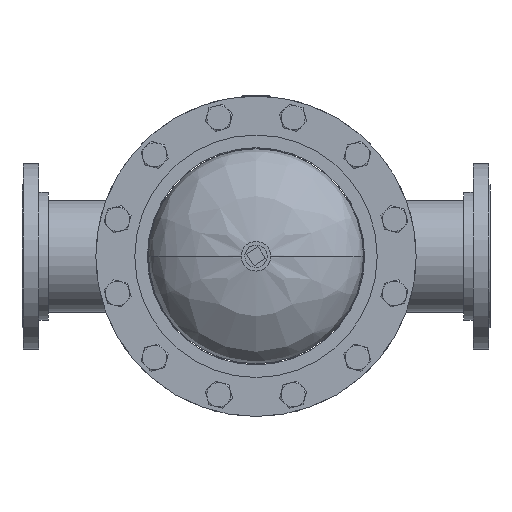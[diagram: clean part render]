
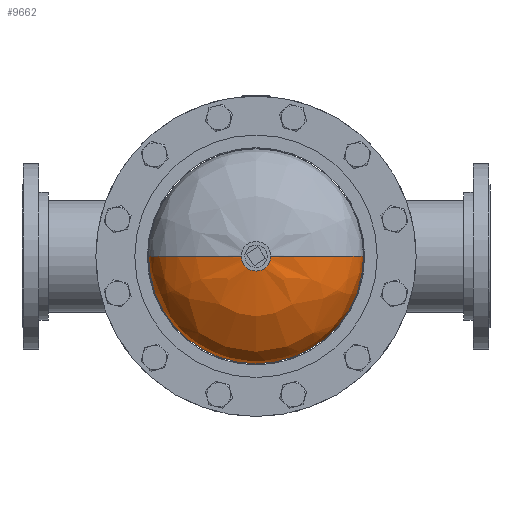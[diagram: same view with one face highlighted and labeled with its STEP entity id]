
A CAD part, front view. The second image highlights one B-rep face of the part: STEP entity #9662.
In plain terms, the highlighted free-form (B-spline) face has degree [3, 3] with [4, 4] control points.
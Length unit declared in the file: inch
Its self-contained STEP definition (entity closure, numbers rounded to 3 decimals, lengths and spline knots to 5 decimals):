
#53 = EDGE_CURVE ( 'NONE', #5723, #1131, #7551, .T. ) ;
#57 = CARTESIAN_POINT ( 'NONE',  ( 4.12057, 4.71009, 0. ) ) ;
#65 = CARTESIAN_POINT ( 'NONE',  ( 0., 1.6625, 6.375 ) ) ;
#971 = CARTESIAN_POINT ( 'NONE',  ( 4.12057, 4.71009, 0. ) ) ;
#1111 = CARTESIAN_POINT ( 'NONE',  ( 6.375, 3.40642, 12.75 ) ) ;
#1131 = VERTEX_POINT ( 'NONE', #9278 ) ;
#1385 = CIRCLE ( 'NONE', #4072, 6.375 ) ;
#1517 = AXIS2_PLACEMENT_3D ( 'NONE', #4366, #5336, #6377 ) ;
#1598 = EDGE_CURVE ( 'NONE', #12148, #13315, #7083, .T. ) ;
#1660 = CARTESIAN_POINT ( 'NONE',  ( 6.375, 1.6625, 0. ) ) ;
#2155 = DIRECTION ( 'NONE',  ( 0., 0., -1. ) ) ;
#2206 = CARTESIAN_POINT ( 'NONE',  ( 0.75, 4.91525, 0. ) ) ;
#2222 = CARTESIAN_POINT ( 'NONE',  ( 0., 4.91525, 0. ) ) ;
#2541 = CARTESIAN_POINT ( 'NONE',  ( 0., 1.6625, 0. ) ) ;
#2923 = CARTESIAN_POINT ( 'NONE',  ( -6.375, 3.40642, 0. ) ) ;
#3066 = CARTESIAN_POINT ( 'NONE',  ( -6.375, 1.6625, 12.75 ) ) ;
#3133 = CARTESIAN_POINT ( 'NONE',  ( 6.375, 3.40642, 0. ) ) ;
#3145 = CARTESIAN_POINT ( 'NONE',  ( -0.75, 4.91525, 0. ) ) ;
#3260 = CARTESIAN_POINT ( 'NONE',  ( -0.75, 4.91525, 0. ) ) ;
#3358 = ORIENTED_EDGE ( 'NONE', *, *, #53, .T. ) ;
#3634 =( BOUNDED_CURVE ( )  B_SPLINE_CURVE ( 3, ( #13710, #971, #6354, #7476 ),
 .UNSPECIFIED., .F., .F. ) 
 B_SPLINE_CURVE_WITH_KNOTS ( ( 4, 4 ),
 ( 1.68872, 3.14159 ),
 .UNSPECIFIED. ) 
 CURVE ( )  GEOMETRIC_REPRESENTATION_ITEM ( )  RATIONAL_B_SPLINE_CURVE ( ( 1., 0.832, 0.832, 1. ) ) 
 REPRESENTATION_ITEM ( '' )  );
#4045 = CARTESIAN_POINT ( 'NONE',  ( -0.75, 4.91525, 0. ) ) ;
#4072 = AXIS2_PLACEMENT_3D ( 'NONE', #2541, #11071, #4716 ) ;
#4366 = CARTESIAN_POINT ( 'NONE',  ( 0., 1.6625, 0. ) ) ;
#4575 = CARTESIAN_POINT ( 'NONE',  ( 0., 4.91525, 0.75 ) ) ;
#4589 = CARTESIAN_POINT ( 'NONE',  ( -4.12057, 4.71009, 0. ) ) ;
#4716 = DIRECTION ( 'NONE',  ( 0., 0., -1. ) ) ;
#4773 = AXIS2_PLACEMENT_3D ( 'NONE', #6369, #5392, #7352 ) ;
#5134 = ORIENTED_EDGE ( 'NONE', *, *, #10804, .F. ) ;
#5171 = DIRECTION ( 'NONE',  ( 0., -1., 0. ) ) ;
#5336 = DIRECTION ( 'NONE',  ( 0., -1., 0. ) ) ;
#5375 = CARTESIAN_POINT ( 'NONE',  ( 6.375, 1.6625, 0. ) ) ;
#5392 = DIRECTION ( 'NONE',  ( 0., -1., 0. ) ) ;
#5507 =( BOUNDED_SURFACE ( )  B_SPLINE_SURFACE ( 3, 3, ( 
 ( #6419, #8240, #9378, #4045 ),
 ( #57, #12654, #12725, #10699 ),
 ( #3133, #1111, #9447, #2923 ),
 ( #5375, #11606, #3066, #7259 ) ),
 .UNSPECIFIED., .F., .F., .F. ) 
 B_SPLINE_SURFACE_WITH_KNOTS ( ( 4, 4 ),
 ( 4, 4 ),
 ( 0., 1. ),
 ( 0., 1. ),
 .UNSPECIFIED. ) 
 GEOMETRIC_REPRESENTATION_ITEM ( )  RATIONAL_B_SPLINE_SURFACE ( (
 ( 1., 0.333, 0.333, 1.),
 ( 0.832, 0.277, 0.277, 0.832),
 ( 0.832, 0.277, 0.277, 0.832),
 ( 1., 0.333, 0.333, 1.) ) ) 
 REPRESENTATION_ITEM ( '' )  SURFACE ( )  );
#5723 = VERTEX_POINT ( 'NONE', #3145 ) ;
#6354 = CARTESIAN_POINT ( 'NONE',  ( 6.375, 3.40642, 0. ) ) ;
#6369 = CARTESIAN_POINT ( 'NONE',  ( 0., 4.91525, 0. ) ) ;
#6377 = DIRECTION ( 'NONE',  ( 0., 0., -1. ) ) ;
#6419 = CARTESIAN_POINT ( 'NONE',  ( 0.75, 4.91525, 0. ) ) ;
#6931 = ORIENTED_EDGE ( 'NONE', *, *, #12035, .T. ) ;
#7083 = CIRCLE ( 'NONE', #1517, 6.375 ) ;
#7224 = ORIENTED_EDGE ( 'NONE', *, *, #1598, .F. ) ;
#7259 = CARTESIAN_POINT ( 'NONE',  ( -6.375, 1.6625, 0. ) ) ;
#7352 = DIRECTION ( 'NONE',  ( 0., 0., -1. ) ) ;
#7475 = FACE_OUTER_BOUND ( 'NONE', #11844, .T. ) ;
#7476 = CARTESIAN_POINT ( 'NONE',  ( 6.375, 1.6625, 0. ) ) ;
#7522 = CARTESIAN_POINT ( 'NONE',  ( -6.375, 1.6625, 0. ) ) ;
#7551 =( BOUNDED_CURVE ( )  B_SPLINE_CURVE ( 3, ( #3260, #4589, #9761, #7522 ),
 .UNSPECIFIED., .F., .F. ) 
 B_SPLINE_CURVE_WITH_KNOTS ( ( 4, 4 ),
 ( 1.68872, 3.14159 ),
 .UNSPECIFIED. ) 
 CURVE ( )  GEOMETRIC_REPRESENTATION_ITEM ( )  RATIONAL_B_SPLINE_CURVE ( ( 1., 0.832, 0.832, 1. ) ) 
 REPRESENTATION_ITEM ( '' )  );
#7953 = ORIENTED_EDGE ( 'NONE', *, *, #9349, .T. ) ;
#8240 = CARTESIAN_POINT ( 'NONE',  ( 0.75, 4.91525, 1.5 ) ) ;
#9193 = VERTEX_POINT ( 'NONE', #4575 ) ;
#9278 = CARTESIAN_POINT ( 'NONE',  ( -6.375, 1.6625, 0. ) ) ;
#9349 = EDGE_CURVE ( 'NONE', #11290, #9193, #10802, .T. ) ;
#9378 = CARTESIAN_POINT ( 'NONE',  ( -0.75, 4.91525, 1.5 ) ) ;
#9447 = CARTESIAN_POINT ( 'NONE',  ( -6.375, 3.40642, 12.75 ) ) ;
#9662 = ADVANCED_FACE ( 'NONE', ( #7475 ), #5507, .F. ) ;
#9761 = CARTESIAN_POINT ( 'NONE',  ( -6.375, 3.40642, 0. ) ) ;
#9768 = ORIENTED_EDGE ( 'NONE', *, *, #11864, .F. ) ;
#10699 = CARTESIAN_POINT ( 'NONE',  ( -4.12057, 4.71009, 0. ) ) ;
#10802 = CIRCLE ( 'NONE', #4773, 0.75 ) ;
#10804 = EDGE_CURVE ( 'NONE', #11290, #12148, #3634, .T. ) ;
#11071 = DIRECTION ( 'NONE',  ( 0., -1., 0. ) ) ;
#11290 = VERTEX_POINT ( 'NONE', #2206 ) ;
#11606 = CARTESIAN_POINT ( 'NONE',  ( 6.375, 1.6625, 12.75 ) ) ;
#11844 = EDGE_LOOP ( 'NONE', ( #6931, #3358, #9768, #7224, #5134, #7953 ) ) ;
#11864 = EDGE_CURVE ( 'NONE', #13315, #1131, #1385, .T. ) ;
#11904 = CIRCLE ( 'NONE', #12793, 0.75 ) ;
#12035 = EDGE_CURVE ( 'NONE', #9193, #5723, #11904, .T. ) ;
#12148 = VERTEX_POINT ( 'NONE', #1660 ) ;
#12654 = CARTESIAN_POINT ( 'NONE',  ( 4.12057, 4.71009, 8.24114 ) ) ;
#12725 = CARTESIAN_POINT ( 'NONE',  ( -4.12057, 4.71009, 8.24114 ) ) ;
#12793 = AXIS2_PLACEMENT_3D ( 'NONE', #2222, #5171, #2155 ) ;
#13315 = VERTEX_POINT ( 'NONE', #65 ) ;
#13710 = CARTESIAN_POINT ( 'NONE',  ( 0.75, 4.91525, 0. ) ) ;
